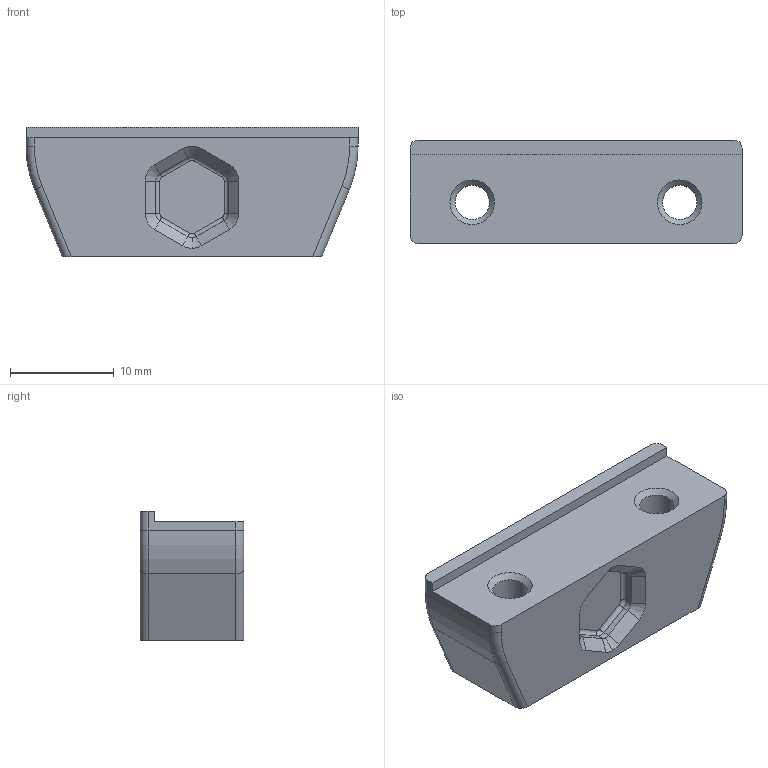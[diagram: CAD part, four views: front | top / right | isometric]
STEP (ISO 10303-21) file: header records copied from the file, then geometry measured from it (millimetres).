
FILE_DESCRIPTION(('HOOPS Exchange Step'),'2;1');
FILE_NAME('temp_export','2024-12-21T17:11:04+08:00',('27699'),('Shapr3D Limited'),'HOOPS Exchange 2024.6','Shapr3D','Authorized');
FILE_SCHEMA( ('AP242_MANAGED_MODEL_BASED_3D_ENGINEERING_MIM_LF {1 0 10303 442 1 1 4 }') );
Length unit declared in the file: millimetre
Products named in the file (1): XY轴连接块 (1)
Bounding box: 32 x 10 x 12.5 mm (x, y, z)
Volume: 3115.3 mm3; surface area: 1760.4 mm2
Topology: 1 solids, 1 shells, 68 faces, 165 edges, 100 vertices
Faces by surface type: cylinder 24, plane 23, cone 11, bspline 6, torus 4
Full cylindrical faces by diameter (mm): 3.3 x2
Entity records: 2093 total; most frequent: CARTESIAN_POINT 455, DIRECTION 353, ORIENTED_EDGE 330, EDGE_CURVE 165, AXIS2_PLACEMENT_3D 134, VERTEX_POINT 100, VECTOR 85, LINE 85
